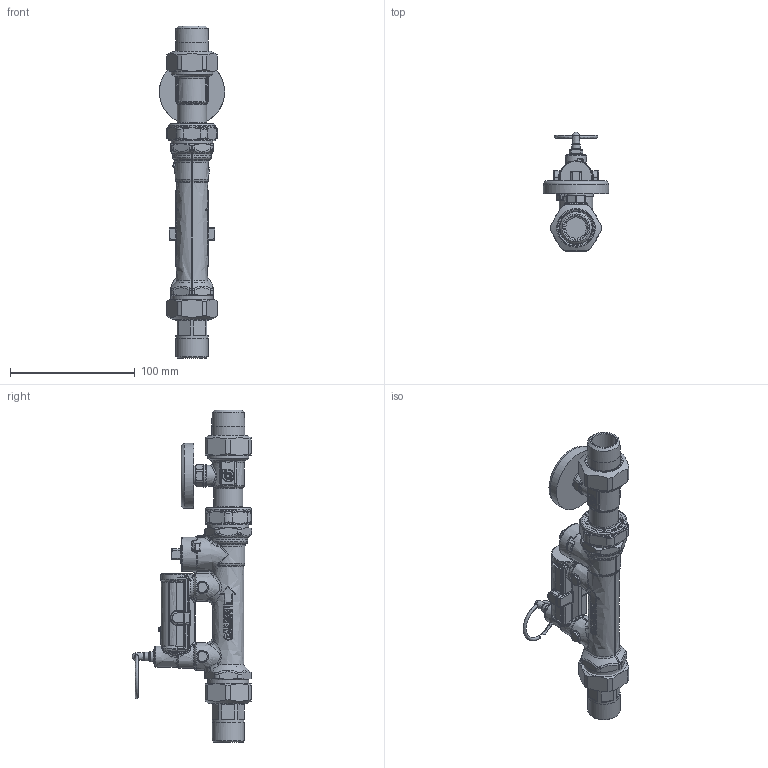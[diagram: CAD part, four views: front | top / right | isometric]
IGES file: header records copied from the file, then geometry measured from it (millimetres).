
Global section: file name: 132531AFC; native system: Autodesk Inventor 2025; preprocessor: unknown; author: ischreiner; date: 20250715.152426; units: centimetre
Bounding box: 52.27 x 95.91 x 266.3 mm (x, y, z)
Volume: 269463.2 mm3; surface area: 73480.3 mm2
Topology: 12 solids, 14 shells, 2309 faces, 5462 edges, 3086 vertices
Faces by surface type: bspline 2309
